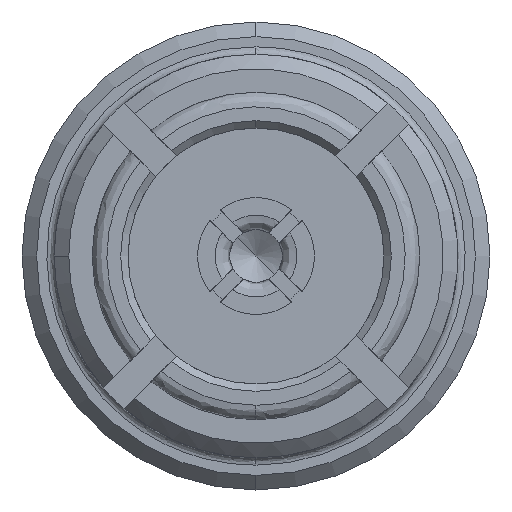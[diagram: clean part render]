
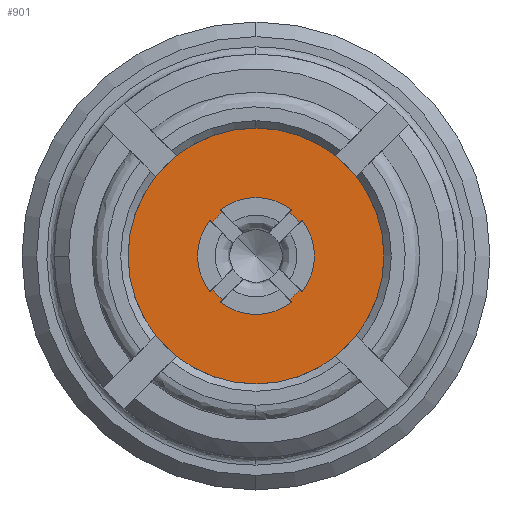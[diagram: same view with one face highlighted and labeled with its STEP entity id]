
A CAD part, left-side view. The second image highlights one B-rep face of the part: STEP entity #901.
In plain terms, the highlighted planar face has unit normal (-1, 0, 0).
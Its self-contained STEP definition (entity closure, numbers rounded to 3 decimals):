
#14 = AXIS2_PLACEMENT_3D ( 'NONE', #829, #828, #827 ) ;
#97 = DIRECTION ( 'NONE',  ( 0., -0.991, -0.136 ) ) ;
#98 = DIRECTION ( 'NONE',  ( -1., 0., 0. ) ) ;
#107 = CARTESIAN_POINT ( 'NONE',  ( -0.742, 0.83, -0.435 ) ) ;
#112 = PLANE ( 'NONE',  #3911 ) ;
#827 = DIRECTION ( 'NONE',  ( 0., 0.991, 0.136 ) ) ;
#828 = DIRECTION ( 'NONE',  ( 1., 0., 0. ) ) ;
#829 = CARTESIAN_POINT ( 'NONE',  ( -0.742, 0.83, -0.435 ) ) ;
#863 = DIRECTION ( 'NONE',  ( 0., 0.991, 0.136 ) ) ;
#864 = DIRECTION ( 'NONE',  ( 1., 0., 0. ) ) ;
#865 = CARTESIAN_POINT ( 'NONE',  ( -0.742, 0.83, -0.435 ) ) ;
#901 = ADVANCED_FACE ( 'NONE', ( #6859, #6517 ), #112, .T. ) ;
#1073 = DIRECTION ( 'NONE',  ( 0., 0.991, 0.136 ) ) ;
#1074 = DIRECTION ( 'NONE',  ( 1., 0., 0. ) ) ;
#1076 = CARTESIAN_POINT ( 'NONE',  ( -0.742, 0.83, -0.435 ) ) ;
#1230 = AXIS2_PLACEMENT_3D ( 'NONE', #1076, #1074, #1073 ) ;
#1306 = AXIS2_PLACEMENT_3D ( 'NONE', #5055, #5039, #5086 ) ;
#1391 = AXIS2_PLACEMENT_3D ( 'NONE', #865, #864, #863 ) ;
#1657 = CIRCLE ( 'NONE', #1230, 0.3 ) ;
#1871 = CIRCLE ( 'NONE', #1391, 0.3 ) ;
#1891 = CIRCLE ( 'NONE', #1306, 1. ) ;
#2077 = CIRCLE ( 'NONE', #14, 1. ) ;
#2725 = ORIENTED_EDGE ( 'NONE', *, *, #3850, .T. ) ;
#2739 = ORIENTED_EDGE ( 'NONE', *, *, #3861, .F. ) ;
#2752 = ORIENTED_EDGE ( 'NONE', *, *, #3621, .F. ) ;
#2762 = ORIENTED_EDGE ( 'NONE', *, *, #3814, .T. ) ;
#2928 = CARTESIAN_POINT ( 'NONE',  ( -0.742, -0.161, -0.571 ) ) ;
#2990 = CARTESIAN_POINT ( 'NONE',  ( -0.742, 1.127, -0.394 ) ) ;
#3104 = CARTESIAN_POINT ( 'NONE',  ( -0.742, 1.82, -0.298 ) ) ;
#3155 = CARTESIAN_POINT ( 'NONE',  ( -0.742, 0.533, -0.475 ) ) ;
#3621 = EDGE_CURVE ( 'NONE', #6806, #6334, #1891, .T. ) ;
#3814 = EDGE_CURVE ( 'NONE', #6267, #6634, #1657, .T. ) ;
#3850 = EDGE_CURVE ( 'NONE', #6634, #6267, #1871, .T. ) ;
#3861 = EDGE_CURVE ( 'NONE', #6334, #6806, #2077, .T. ) ;
#3911 = AXIS2_PLACEMENT_3D ( 'NONE', #107, #98, #97 ) ;
#5039 = DIRECTION ( 'NONE',  ( 1., 0., 0. ) ) ;
#5055 = CARTESIAN_POINT ( 'NONE',  ( -0.742, 0.83, -0.435 ) ) ;
#5086 = DIRECTION ( 'NONE',  ( 0., 0.991, 0.136 ) ) ;
#5141 = EDGE_LOOP ( 'NONE', ( #2725, #2762 ) ) ;
#5264 = EDGE_LOOP ( 'NONE', ( #2739, #2752 ) ) ;
#6267 = VERTEX_POINT ( 'NONE', #3155 ) ;
#6334 = VERTEX_POINT ( 'NONE', #3104 ) ;
#6517 = FACE_OUTER_BOUND ( 'NONE', #5264, .T. ) ;
#6634 = VERTEX_POINT ( 'NONE', #2990 ) ;
#6806 = VERTEX_POINT ( 'NONE', #2928 ) ;
#6859 = FACE_BOUND ( 'NONE', #5141, .T. ) ;
